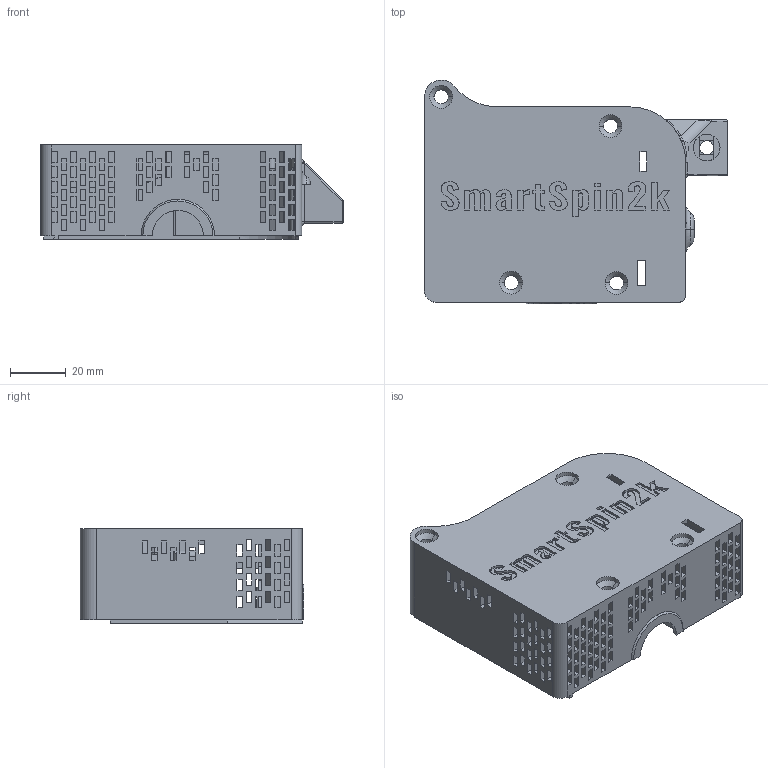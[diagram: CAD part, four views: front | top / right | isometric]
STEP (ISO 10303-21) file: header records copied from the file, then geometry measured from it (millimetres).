
FILE_DESCRIPTION (( 'STEP AP214' ), '1' );
FILE_NAME ('Body_Drawing_Right.STEP', '2023-07-26T00:59:28', ( '' ), ( '' ), 'SwSTEP 2.0', 'SolidWorks 2023', '' );
FILE_SCHEMA (( 'AUTOMOTIVE_DESIGN' ));
Length unit declared in the file: millimetre
Products named in the file (1): Body_Drawing_Right
Bounding box: 108.65 x 80.19 x 33.9 mm (x, y, z)
Volume: 55138.2 mm3; surface area: 45235 mm2
Topology: 1 solids, 1 shells, 987 faces, 2936 edges, 1922 vertices
Faces by surface type: plane 786, bspline 114, cylinder 62, cone 11, torus 10, sphere 4
Entity records: 38212 total; most frequent: CARTESIAN_POINT 12108, ORIENTED_EDGE 5862, DIRECTION 4537, EDGE_CURVE 2931, VECTOR 2453, LINE 2453, VERTEX_POINT 1922, EDGE_LOOP 1239
